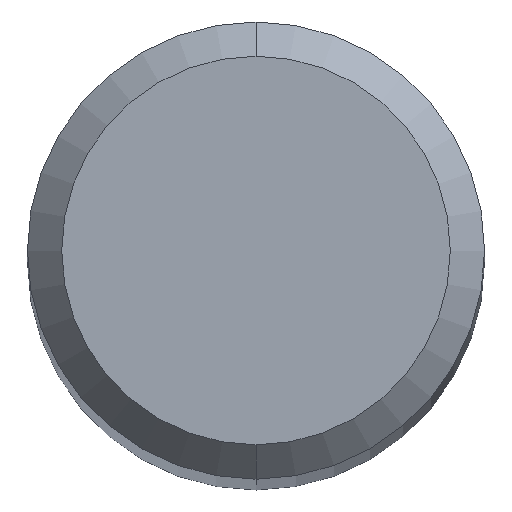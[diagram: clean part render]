
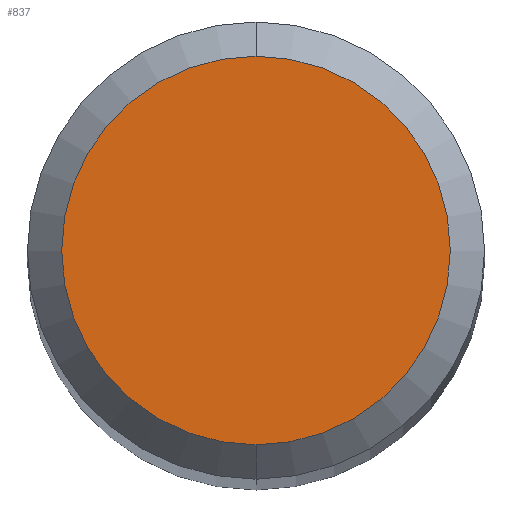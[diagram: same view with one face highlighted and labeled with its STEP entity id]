
A CAD part, top view. The second image highlights one B-rep face of the part: STEP entity #837.
In plain terms, the highlighted planar face has unit normal (0, 0, 1).
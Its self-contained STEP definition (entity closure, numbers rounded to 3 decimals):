
#399=VERTEX_POINT('',#1001);
#613=EDGE_CURVE('',#857,#399,#1238,.T.);
#837=ADVANCED_FACE('',(#1481),#1482,.T.);
#845=EDGE_CURVE('',#399,#857,#1491,.T.);
#857=VERTEX_POINT('',#1503);
#1001=CARTESIAN_POINT('',(0.0,1.7,0.0));
#1238=CIRCLE('',#4699,1.7);
#1481=FACE_OUTER_BOUND('',#6080,.T.);
#1482=PLANE('',#6081);
#1491=CIRCLE('',#6092,1.7);
#1503=CARTESIAN_POINT('',(0.,-1.7,0.0));
#4699=AXIS2_PLACEMENT_3D('',#6726,#6727,#6728);
#6080=EDGE_LOOP('',(#6974,#6975));
#6081=AXIS2_PLACEMENT_3D('',#6976,#6977,#6978);
#6092=AXIS2_PLACEMENT_3D('',#6989,#6990,#6991);
#6726=CARTESIAN_POINT('',(0.0,0.0,0.0));
#6727=DIRECTION('',(0.0,0.0,-1.0));
#6728=DIRECTION('',(0.0,1.0,0.0));
#6974=ORIENTED_EDGE('',*,*,#845,.F.);
#6975=ORIENTED_EDGE('',*,*,#613,.F.);
#6976=CARTESIAN_POINT('',(0.0,0.85,0.0));
#6977=DIRECTION('',(-0.0,0.0,1.0));
#6978=DIRECTION('',(0.0,-1.0,0.0));
#6989=CARTESIAN_POINT('',(0.0,0.0,0.0));
#6990=DIRECTION('',(0.0,0.0,-1.0));
#6991=DIRECTION('',(0.0,1.0,0.0));
